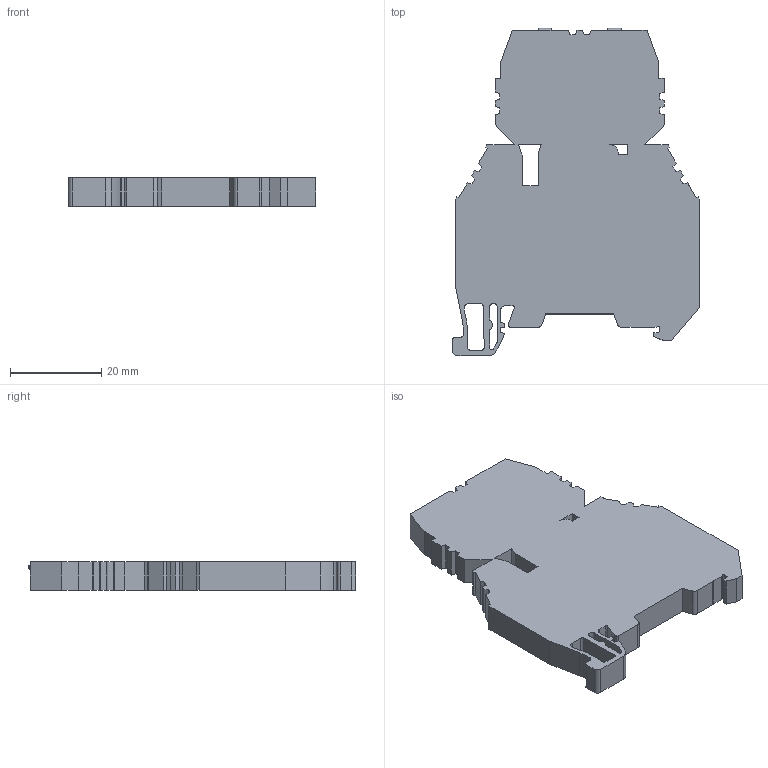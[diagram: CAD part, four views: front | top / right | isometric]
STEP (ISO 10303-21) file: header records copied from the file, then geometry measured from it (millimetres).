
FILE_DESCRIPTION (( 'STEP AP214' ), '1' );
FILE_NAME ('362000_ASK 3 FB_Beige.STP', '2013-11-12T13:56:07', ( 'arge' ), ( 'Microsoft' ), 'SwSTEP 2.0', 'SolidWorks 2013', '' );
FILE_SCHEMA (( 'AUTOMOTIVE_DESIGN' ));
Length unit declared in the file: millimetre
Products named in the file (1): 362000_ASK 3 FB_Beige
Bounding box: 54.13 x 71.65 x 6.2 mm (x, y, z)
Volume: 17383.8 mm3; surface area: 7913.5 mm2
Topology: 1 solids, 1 shells, 180 faces, 534 edges, 356 vertices
Faces by surface type: plane 146, cylinder 34
Entity records: 7577 total; most frequent: CARTESIAN_POINT 1071, ORIENTED_EDGE 1068, DIRECTION 966, EDGE_CURVE 534, LINE 464, VECTOR 464, VERTEX_POINT 356, AXIS2_PLACEMENT_3D 251
